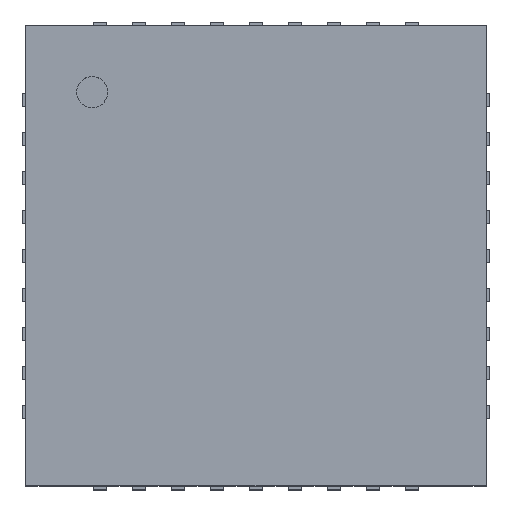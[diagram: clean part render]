
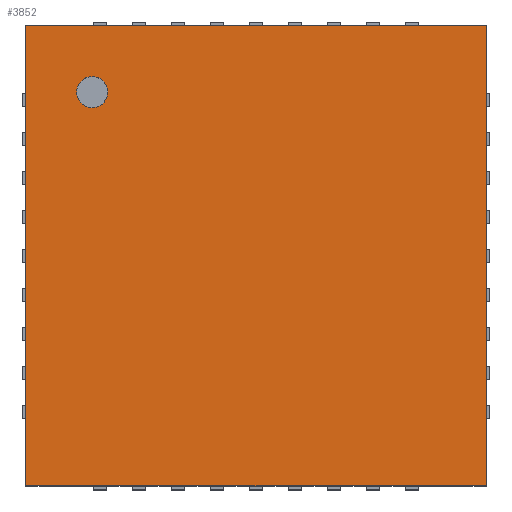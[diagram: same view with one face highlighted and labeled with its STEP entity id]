
A CAD part, top view. The second image highlights one B-rep face of the part: STEP entity #3852.
In plain terms, the highlighted planar face has unit normal (0, 0, 1).
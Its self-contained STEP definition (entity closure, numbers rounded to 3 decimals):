
#13=DIRECTION('',(0.,0.,1.));
#27=VECTOR('',#28,1.);
#28=DIRECTION('',(0.,-1.,0.));
#34=VECTOR('',#35,1.);
#35=DIRECTION('',(1.,0.,0.));
#996=ORIENTED_EDGE('',*,*,#997,.F.);
#997=EDGE_CURVE('',#998,#1000,#1002,.T.);
#998=VERTEX_POINT('',#999);
#999=CARTESIAN_POINT('',(-2.95,2.95,1.1));
#1000=VERTEX_POINT('',#1001);
#1001=CARTESIAN_POINT('',(2.95,2.95,1.1));
#1002=LINE('',#999,#34);
#1024=DIRECTION('',(0.,0.,-1.));
#1172=ORIENTED_EDGE('',*,*,#1173,.T.);
#1173=EDGE_CURVE('',#998,#1174,#1176,.T.);
#1174=VERTEX_POINT('',#1175);
#1175=CARTESIAN_POINT('',(-2.95,-2.95,1.1));
#1176=LINE('',#999,#27);
#2461=EDGE_CURVE('',#1000,#2462,#2464,.T.);
#2462=VERTEX_POINT('',#2463);
#2463=CARTESIAN_POINT('',(2.95,-2.95,1.1));
#2464=LINE('',#1001,#27);
#2619=EDGE_CURVE('',#1174,#2462,#2620,.T.);
#2620=LINE('',#1175,#34);
#3852=ADVANCED_FACE('',(#3853,#3857),#3866,.T.);
#3853=FACE_BOUND('',#3854,.T.);
#3854=EDGE_LOOP('',(#996,#1172,#3855,#3856));
#3855=ORIENTED_EDGE('',*,*,#2619,.T.);
#3856=ORIENTED_EDGE('',*,*,#2461,.F.);
#3857=FACE_BOUND('',#3858,.T.);
#3858=EDGE_LOOP('',(#3859));
#3859=ORIENTED_EDGE('',*,*,#3860,.T.);
#3860=EDGE_CURVE('',#3861,#3861,#3863,.T.);
#3861=VERTEX_POINT('',#3862);
#3862=CARTESIAN_POINT('',(-2.1,1.9,1.1));
#3863=CIRCLE('',#3864,0.2);
#3864=AXIS2_PLACEMENT_3D('',#3865,#1024,#28);
#3865=CARTESIAN_POINT('',(-2.1,2.1,1.1));
#3866=PLANE('',#3867);
#3867=AXIS2_PLACEMENT_3D('',#999,#13,#28);
